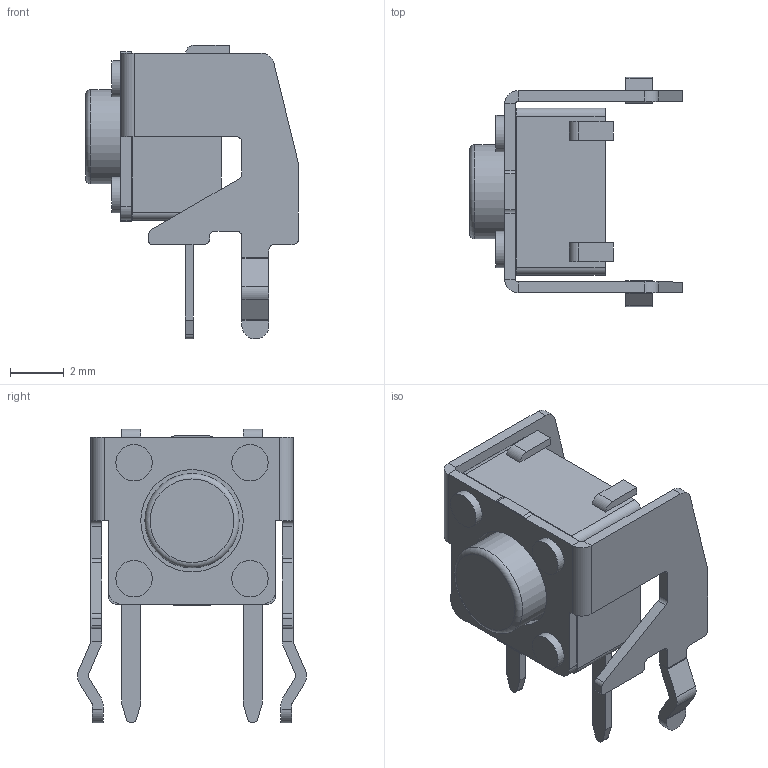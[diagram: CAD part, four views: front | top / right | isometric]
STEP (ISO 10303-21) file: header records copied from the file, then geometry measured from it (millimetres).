
FILE_DESCRIPTION(/* description */ (''),/* implementation_level */ '2;1');
FILE_NAME(/* name */ 'PB_ALPS_SKHHLMA010.stp',/* time_stamp */ '2017-05-08T16:37:44+02:00',/* author */ ('jchouvet'),/* organization */ (''),/* preprocessor_version */ 'ST-DEVELOPER v16.1',/* originating_system */ 'AutoCAD Mechanical',/* authorisation */ '');
FILE_SCHEMA (('AUTOMOTIVE_DESIGN { 1 0 10303 214 3 1 1 }'));
Length unit declared in the file: millimetre
Products named in the file (1): Product
Bounding box: 7.9 x 8.5 x 10.9 mm (x, y, z)
Volume: 186.3 mm3; surface area: 486.5 mm2
Topology: 19 solids, 19 shells, 177 faces, 417 edges, 278 vertices
Faces by surface type: plane 118, cylinder 58, torus 1
Full cylindrical faces by diameter (mm): 1.35 x4, 3.5 x1, 3.8 x1
Entity records: 5069 total; most frequent: DIRECTION 882, CARTESIAN_POINT 864, ORIENTED_EDGE 818, EDGE_CURVE 409, AXIS2_PLACEMENT_3D 295, LINE 292, VECTOR 292, VERTEX_POINT 277
